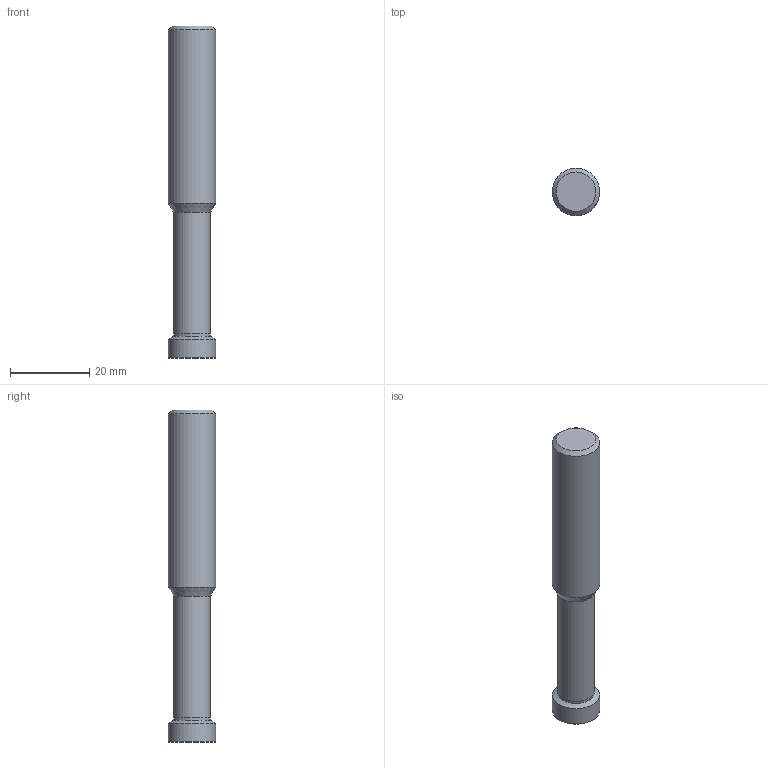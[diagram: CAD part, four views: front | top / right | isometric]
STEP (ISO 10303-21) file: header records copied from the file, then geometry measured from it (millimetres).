
FILE_DESCRIPTION(/* description */ ('Alibre Inc.'),/* implementation_level */ '2;1');
FILE_NAME(/* name */ 'export-B15419CC-E4EA-4C60-8C13-3B09061AB831',/* time_stamp */ '2022-11-29T10:58:43+01:00',/* author */ (''),/* organization */ (''),/* preprocessor_version */ 'ST-DEVELOPER v17',/* originating_system */ 'Alibre',/* authorisation */ '');
FILE_SCHEMA (('AUTOMOTIVE_DESIGN'));
Length unit declared in the file: millimetre
Products named in the file (3): 4228 30.201_PART2; 4228 30.201_PART1; 4228 30.201
Bounding box: 12 x 12 x 84 mm (x, y, z)
Volume: 8011.2 mm3; surface area: 3268.7 mm2
Topology: 2 solids, 2 shells, 14 faces, 28 edges, 18 vertices
Faces by surface type: cylinder 5, cone 5, plane 4
Full cylindrical faces by diameter (mm): 9.35 x2, 10.002 x1, 11.95 x1, 12 x1
Entity records: 429 total; most frequent: DIRECTION 74, CARTESIAN_POINT 62, ORIENTED_EDGE 56, AXIS2_PLACEMENT_3D 34, EDGE_CURVE 28, VERTEX_POINT 18, CIRCLE 16, EDGE_LOOP 14
